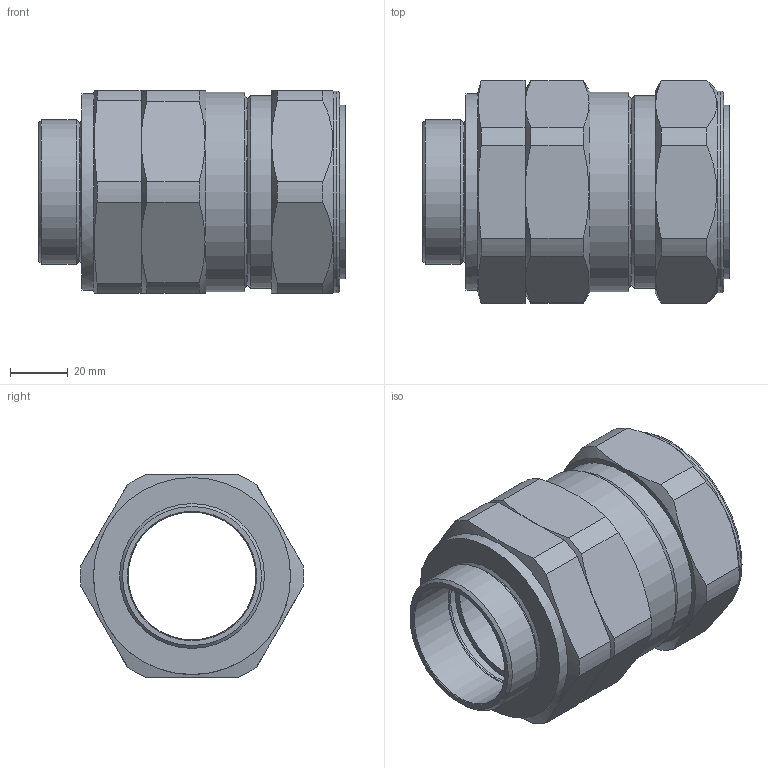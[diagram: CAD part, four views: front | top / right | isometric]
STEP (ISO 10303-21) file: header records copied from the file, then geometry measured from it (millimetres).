
FILE_DESCRIPTION (( 'STEP AP203' ), '1' );
FILE_NAME ('50TE1FU1RA.STEP', '2020-02-20T08:49:19', ( '' ), ( '' ), 'SwSTEP 2.0', 'SolidWorks 2017', '' );
FILE_SCHEMA (( 'CONFIG_CONTROL_DESIGN' ));
Length unit declared in the file: millimetre
Products named in the file (1): 50TE1FU1RA
Bounding box: 106 x 77.07 x 70.1 mm (x, y, z)
Surface area: 46450.7 mm2 (no closed solid volume)
Topology: 0 solids, 10 shells, 93 faces, 367 edges, 283 vertices
Faces by surface type: cone 32, cylinder 31, plane 27, torus 3
Full cylindrical faces by diameter (mm): 44.1 x1, 44.2 x2, 47.718 x1, 48.1 x1, 50 x1, 53.1 x1, 53.5 x1, 64.393 x1, 66.675 x1, 68 x1, 69 x1, 69.6 x1
Entity records: 5203 total; most frequent: CARTESIAN_POINT 2420, DIRECTION 492, ORIENTED_EDGE 483, EDGE_CURVE 324, VERTEX_POINT 276, AXIS2_PLACEMENT_3D 194, EDGE_LOOP 155, B_SPLINE_CURVE_WITH_KNOTS 120
